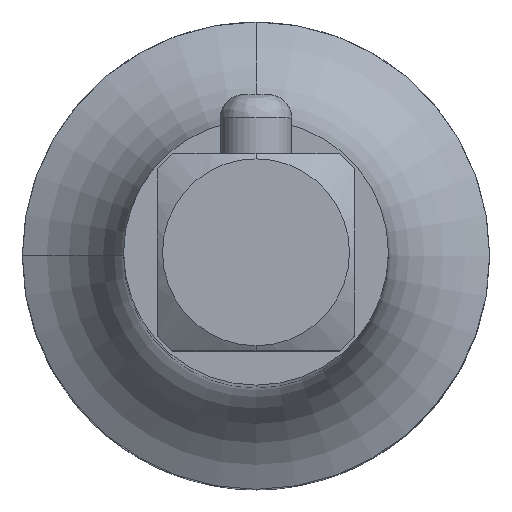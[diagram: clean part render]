
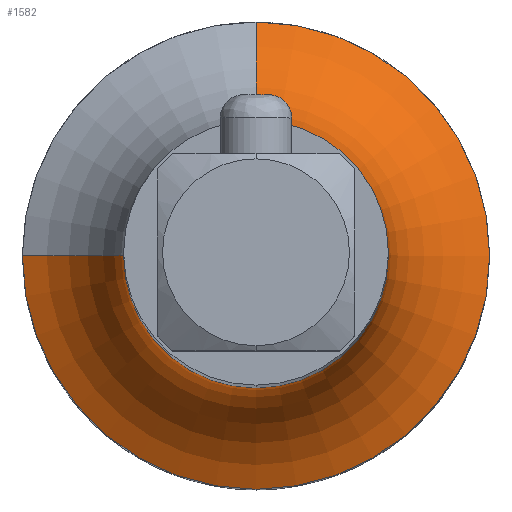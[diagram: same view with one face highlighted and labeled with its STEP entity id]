
A CAD part, top view. The second image highlights one B-rep face of the part: STEP entity #1582.
In plain terms, the highlighted toroidal (fillet/blend) face has major radius 18.5 mm and minor radius 10 mm.
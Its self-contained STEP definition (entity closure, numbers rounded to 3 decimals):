
#322=CARTESIAN_POINT('',(0.,0.,35.367));
#323=DIRECTION('',(0.,0.,1.));
#324=DIRECTION('',(-1.,0.,0.));
#325=AXIS2_PLACEMENT_3D('',#322,#323,#324);
#360=CARTESIAN_POINT('',(0.,0.,35.367));
#361=DIRECTION('',(0.,0.,1.));
#362=DIRECTION('',(0.,-1.,0.));
#363=AXIS2_PLACEMENT_3D('',#360,#361,#362);
#368=CARTESIAN_POINT('',(0.,0.,26.));
#369=DIRECTION('',(0.,0.,-1.));
#370=DIRECTION('',(1.,0.,0.));
#371=AXIS2_PLACEMENT_3D('',#368,#369,#370);
#376=CARTESIAN_POINT('',(-18.5,0.,35.367));
#377=DIRECTION('',(0.,-1.,0.));
#378=DIRECTION('',(0.35,0.,-0.937));
#379=AXIS2_PLACEMENT_3D('',#376,#377,#378);
#384=CARTESIAN_POINT('',(0.,18.5,35.367));
#385=DIRECTION('',(-1.,0.,0.));
#386=DIRECTION('',(0.,-0.35,-0.937));
#387=AXIS2_PLACEMENT_3D('',#384,#385,#386);
#427=CARTESIAN_POINT('',(0.,0.,26.));
#428=DIRECTION('',(0.,0.,1.));
#429=DIRECTION('',(1.,0.,0.));
#430=AXIS2_PLACEMENT_3D('',#427,#428,#429);
#1280=CARTESIAN_POINT('',(15.,0.,26.));
#1281=CARTESIAN_POINT('',(0.,15.,26.));
#1282=VERTEX_POINT('',#1280);
#1283=VERTEX_POINT('',#1281);
#1284=CARTESIAN_POINT('',(-15.,0.,26.));
#1285=VERTEX_POINT('',#1284);
#1286=CARTESIAN_POINT('',(0.,8.5,35.367));
#1287=CARTESIAN_POINT('',(-8.5,0.,35.367));
#1288=VERTEX_POINT('',#1286);
#1289=VERTEX_POINT('',#1287);
#1290=CARTESIAN_POINT('',(0.,-8.5,35.367));
#1291=VERTEX_POINT('',#1290);
#1565=CARTESIAN_POINT('',(0.,0.,35.367));
#1566=DIRECTION('',(0.,0.,1.));
#1567=DIRECTION('',(-0.028,-1.,0.));
#1568=AXIS2_PLACEMENT_3D('',#1565,#1566,#1567);
#1569=TOROIDAL_SURFACE('',#1568,18.5,10.);
#1570=ORIENTED_EDGE('',*,*,#1559,.T.);
#1572=ORIENTED_EDGE('',*,*,#1571,.F.);
#1574=ORIENTED_EDGE('',*,*,#1573,.F.);
#1576=ORIENTED_EDGE('',*,*,#1575,.T.);
#1578=ORIENTED_EDGE('',*,*,#1577,.T.);
#1579=ORIENTED_EDGE('',*,*,#1543,.T.);
#1580=EDGE_LOOP('',(#1570,#1572,#1574,#1576,#1578,#1579));
#1581=FACE_OUTER_BOUND('',#1580,.F.);
#1582=ADVANCED_FACE('',(#1581),#1569,.F.);
#326=CIRCLE('',#325,8.5);
#364=CIRCLE('',#363,8.5);
#372=CIRCLE('',#371,15.);
#380=CIRCLE('',#379,10.);
#388=CIRCLE('',#387,10.);
#431=CIRCLE('',#430,15.);
#1543=EDGE_CURVE('',#1289,#1291,#326,.T.);
#1559=EDGE_CURVE('',#1291,#1288,#364,.T.);
#1571=EDGE_CURVE('',#1283,#1288,#388,.T.);
#1573=EDGE_CURVE('',#1282,#1283,#431,.T.);
#1575=EDGE_CURVE('',#1282,#1285,#372,.T.);
#1577=EDGE_CURVE('',#1285,#1289,#380,.T.);
